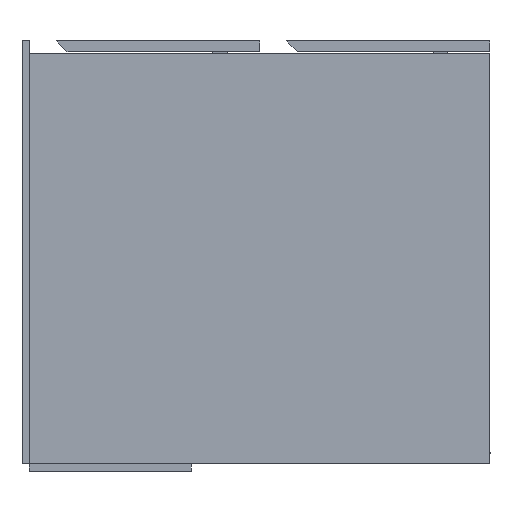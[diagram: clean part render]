
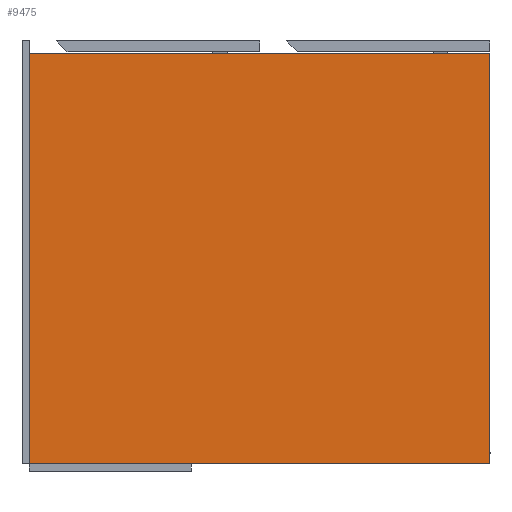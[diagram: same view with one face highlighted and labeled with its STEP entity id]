
A CAD part, left-side view. The second image highlights one B-rep face of the part: STEP entity #9475.
In plain terms, the highlighted planar face has unit normal (-1, 0, 0).
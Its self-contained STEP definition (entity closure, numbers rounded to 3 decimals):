
#64 = EDGE_CURVE ( 'NONE', #6600, #10797, #6313, .T. ) ;
#715 = EDGE_CURVE ( 'NONE', #12432, #7577, #8577, .T. ) ;
#915 = ORIENTED_EDGE ( 'NONE', *, *, #64, .T. ) ;
#1038 = CARTESIAN_POINT ( 'NONE',  ( 2., 968.396, -470. ) ) ;
#1603 = VECTOR ( 'NONE', #10705, 1000. ) ;
#1904 = DIRECTION ( 'NONE',  ( 0., 0., 1. ) ) ;
#2022 = DIRECTION ( 'NONE',  ( 0., -1., 0. ) ) ;
#2841 = DIRECTION ( 'NONE',  ( 0., 0., -1. ) ) ;
#2994 = CARTESIAN_POINT ( 'NONE',  ( 2., 0., -14. ) ) ;
#4176 = VECTOR ( 'NONE', #1904, 1000. ) ;
#4414 = CARTESIAN_POINT ( 'NONE',  ( 2., 0., -470. ) ) ;
#4742 = DIRECTION ( 'NONE',  ( 1., 0., 0. ) ) ;
#4839 = CARTESIAN_POINT ( 'NONE',  ( 2., 512., -470. ) ) ;
#5385 = CARTESIAN_POINT ( 'NONE',  ( 2., 512., -470. ) ) ;
#5716 = LINE ( 'NONE', #7700, #10375 ) ;
#5758 = CARTESIAN_POINT ( 'NONE',  ( 2., 512., -14. ) ) ;
#5853 = AXIS2_PLACEMENT_3D ( 'NONE', #10579, #4742, #2841 ) ;
#6309 = ORIENTED_EDGE ( 'NONE', *, *, #10779, .F. ) ;
#6313 = LINE ( 'NONE', #4414, #6827 ) ;
#6600 = VERTEX_POINT ( 'NONE', #7076 ) ;
#6649 = FACE_OUTER_BOUND ( 'NONE', #9160, .T. ) ;
#6815 = ORIENTED_EDGE ( 'NONE', *, *, #715, .F. ) ;
#6827 = VECTOR ( 'NONE', #8277, 1000. ) ;
#7076 = CARTESIAN_POINT ( 'NONE',  ( 2., 0., -470. ) ) ;
#7577 = VERTEX_POINT ( 'NONE', #5758 ) ;
#7700 = CARTESIAN_POINT ( 'NONE',  ( 2., 968.396, -14. ) ) ;
#8277 = DIRECTION ( 'NONE',  ( 0., 0., 1. ) ) ;
#8577 = LINE ( 'NONE', #4839, #4176 ) ;
#8593 = EDGE_CURVE ( 'NONE', #12432, #6600, #9931, .T. ) ;
#9160 = EDGE_LOOP ( 'NONE', ( #6815, #12244, #915, #6309 ) ) ;
#9475 = ADVANCED_FACE ( 'NONE', ( #6649 ), #11525, .F. ) ;
#9931 = LINE ( 'NONE', #1038, #1603 ) ;
#10375 = VECTOR ( 'NONE', #2022, 1000. ) ;
#10579 = CARTESIAN_POINT ( 'NONE',  ( 2., 968.396, -470. ) ) ;
#10705 = DIRECTION ( 'NONE',  ( 0., -1., 0. ) ) ;
#10779 = EDGE_CURVE ( 'NONE', #7577, #10797, #5716, .T. ) ;
#10797 = VERTEX_POINT ( 'NONE', #2994 ) ;
#11525 = PLANE ( 'NONE',  #5853 ) ;
#12244 = ORIENTED_EDGE ( 'NONE', *, *, #8593, .T. ) ;
#12432 = VERTEX_POINT ( 'NONE', #5385 ) ;
